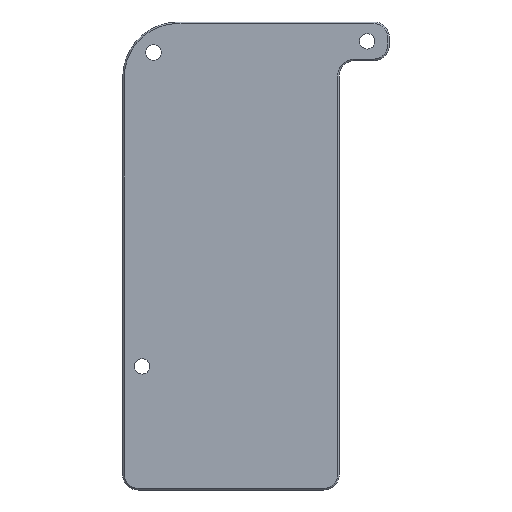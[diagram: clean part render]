
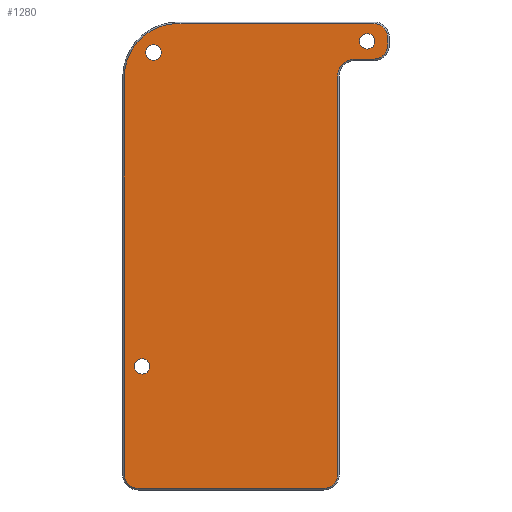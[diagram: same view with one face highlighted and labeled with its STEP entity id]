
A CAD part, top view. The second image highlights one B-rep face of the part: STEP entity #1280.
In plain terms, the highlighted planar face has unit normal (0, 0, 1).
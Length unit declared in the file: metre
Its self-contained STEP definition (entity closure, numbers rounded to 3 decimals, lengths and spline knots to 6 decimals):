
#35=PLANE('',#1391);
#119=LINE('',#1967,#258);
#120=LINE('',#1972,#259);
#121=LINE('',#1976,#260);
#122=LINE('',#1980,#261);
#123=LINE('',#1984,#262);
#124=LINE('',#1988,#263);
#125=LINE('',#1990,#264);
#258=VECTOR('',#1578,1.);
#259=VECTOR('',#1581,1.);
#260=VECTOR('',#1584,1.);
#261=VECTOR('',#1587,1.);
#262=VECTOR('',#1590,1.);
#263=VECTOR('',#1593,1.);
#264=VECTOR('',#1594,1.);
#444=ORIENTED_EDGE('',*,*,#803,.T.);
#445=ORIENTED_EDGE('',*,*,#804,.T.);
#446=ORIENTED_EDGE('',*,*,#805,.T.);
#447=ORIENTED_EDGE('',*,*,#806,.T.);
#448=ORIENTED_EDGE('',*,*,#807,.T.);
#449=ORIENTED_EDGE('',*,*,#808,.T.);
#450=ORIENTED_EDGE('',*,*,#809,.T.);
#451=ORIENTED_EDGE('',*,*,#810,.T.);
#452=ORIENTED_EDGE('',*,*,#811,.T.);
#453=ORIENTED_EDGE('',*,*,#812,.T.);
#454=ORIENTED_EDGE('',*,*,#813,.T.);
#455=ORIENTED_EDGE('',*,*,#814,.T.);
#456=ORIENTED_EDGE('',*,*,#815,.T.);
#457=ORIENTED_EDGE('',*,*,#796,.F.);
#458=ORIENTED_EDGE('',*,*,#794,.F.);
#459=ORIENTED_EDGE('',*,*,#801,.F.);
#794=EDGE_CURVE('',#969,#969,#1054,.T.);
#796=EDGE_CURVE('',#971,#971,#1056,.T.);
#801=EDGE_CURVE('',#974,#974,#1058,.T.);
#803=EDGE_CURVE('',#976,#977,#119,.T.);
#804=EDGE_CURVE('',#977,#978,#1060,.T.);
#805=EDGE_CURVE('',#978,#979,#120,.T.);
#806=EDGE_CURVE('',#979,#980,#1061,.T.);
#807=EDGE_CURVE('',#980,#981,#121,.T.);
#808=EDGE_CURVE('',#981,#982,#1062,.F.);
#809=EDGE_CURVE('',#982,#983,#122,.T.);
#810=EDGE_CURVE('',#983,#984,#1063,.T.);
#811=EDGE_CURVE('',#984,#985,#123,.T.);
#812=EDGE_CURVE('',#985,#986,#1064,.T.);
#813=EDGE_CURVE('',#986,#987,#124,.T.);
#814=EDGE_CURVE('',#987,#988,#125,.T.);
#815=EDGE_CURVE('',#988,#976,#1065,.T.);
#969=VERTEX_POINT('',#1948);
#971=VERTEX_POINT('',#1953);
#974=VERTEX_POINT('',#1963);
#976=VERTEX_POINT('',#1968);
#977=VERTEX_POINT('',#1969);
#978=VERTEX_POINT('',#1971);
#979=VERTEX_POINT('',#1973);
#980=VERTEX_POINT('',#1975);
#981=VERTEX_POINT('',#1977);
#982=VERTEX_POINT('',#1979);
#983=VERTEX_POINT('',#1981);
#984=VERTEX_POINT('',#1983);
#985=VERTEX_POINT('',#1985);
#986=VERTEX_POINT('',#1987);
#987=VERTEX_POINT('',#1989);
#988=VERTEX_POINT('',#1991);
#1054=CIRCLE('',#1382,0.001003);
#1056=CIRCLE('',#1385,0.001002);
#1058=CIRCLE('',#1389,0.001003);
#1060=CIRCLE('',#1392,0.0018);
#1061=CIRCLE('',#1393,0.0018);
#1062=CIRCLE('',#1394,0.0022);
#1063=CIRCLE('',#1395,0.0018);
#1064=CIRCLE('',#1396,0.0018);
#1065=CIRCLE('',#1397,0.00695);
#1095=EDGE_LOOP('',(#444,#445,#446,#447,#448,#449,#450,#451,#452,#453,#454,
#455,#456));
#1096=EDGE_LOOP('',(#457));
#1097=EDGE_LOOP('',(#458));
#1098=EDGE_LOOP('',(#459));
#1184=FACE_BOUND('',#1095,.T.);
#1185=FACE_BOUND('',#1096,.T.);
#1186=FACE_BOUND('',#1097,.T.);
#1187=FACE_BOUND('',#1098,.T.);
#1280=ADVANCED_FACE('',(#1184,#1185,#1186,#1187),#35,.T.);
#1382=AXIS2_PLACEMENT_3D('',#1947,#1555,#1556);
#1385=AXIS2_PLACEMENT_3D('',#1952,#1561,#1562);
#1389=AXIS2_PLACEMENT_3D('',#1962,#1572,#1573);
#1391=AXIS2_PLACEMENT_3D('',#1966,#1576,#1577);
#1392=AXIS2_PLACEMENT_3D('',#1970,#1579,#1580);
#1393=AXIS2_PLACEMENT_3D('',#1974,#1582,#1583);
#1394=AXIS2_PLACEMENT_3D('',#1978,#1585,#1586);
#1395=AXIS2_PLACEMENT_3D('',#1982,#1588,#1589);
#1396=AXIS2_PLACEMENT_3D('',#1986,#1591,#1592);
#1397=AXIS2_PLACEMENT_3D('',#1992,#1595,#1596);
#1555=DIRECTION('',(0.,0.,1.));
#1556=DIRECTION('',(1.,0.,0.));
#1561=DIRECTION('',(0.,0.,1.));
#1562=DIRECTION('',(1.,0.,0.));
#1572=DIRECTION('',(0.,0.,1.));
#1573=DIRECTION('',(1.,0.,0.));
#1576=DIRECTION('',(0.,0.,1.));
#1577=DIRECTION('',(1.,0.,0.));
#1578=DIRECTION('',(0.,-1.,0.));
#1579=DIRECTION('',(0.,0.,1.));
#1580=DIRECTION('',(1.,0.,0.));
#1581=DIRECTION('',(1.,0.,0.));
#1582=DIRECTION('',(0.,0.,1.));
#1583=DIRECTION('',(1.,0.,0.));
#1584=DIRECTION('',(0.,1.,0.));
#1585=DIRECTION('',(0.,0.,1.));
#1586=DIRECTION('',(1.,0.,0.));
#1587=DIRECTION('',(1.,0.,0.));
#1588=DIRECTION('',(0.,0.,1.));
#1589=DIRECTION('',(1.,0.,0.));
#1590=DIRECTION('',(0.,1.,0.));
#1591=DIRECTION('',(0.,0.,1.));
#1592=DIRECTION('',(1.,0.,0.));
#1593=DIRECTION('',(-1.,0.,0.));
#1594=DIRECTION('',(-1.,0.,0.));
#1595=DIRECTION('',(0.,0.,1.));
#1596=DIRECTION('',(1.,0.,0.));
#1947=CARTESIAN_POINT('',(-0.072097,0.015998,0.0225));
#1948=CARTESIAN_POINT('',(-0.071094,0.015998,0.0225));
#1952=CARTESIAN_POINT('',(-0.070614,0.056679,0.0225));
#1953=CARTESIAN_POINT('',(-0.069612,0.056679,0.0225));
#1962=CARTESIAN_POINT('',(-0.042921,0.058123,0.0225));
#1963=CARTESIAN_POINT('',(-0.041918,0.058123,0.0225));
#1966=CARTESIAN_POINT('',(-0.057328,0.030302,0.0225));
#1967=CARTESIAN_POINT('',(-0.074397,0.030302,0.0225));
#1968=CARTESIAN_POINT('',(-0.074398,0.053515,0.0225));
#1969=CARTESIAN_POINT('',(-0.074396,0.001981,0.0225));
#1970=CARTESIAN_POINT('',(-0.072596,0.001981,0.0225));
#1971=CARTESIAN_POINT('',(-0.072596,0.000181,0.0225));
#1972=CARTESIAN_POINT('',(-0.057328,0.000181,0.0225));
#1973=CARTESIAN_POINT('',(-0.048557,0.000181,0.0225));
#1974=CARTESIAN_POINT('',(-0.048557,0.001981,0.0225));
#1975=CARTESIAN_POINT('',(-0.046757,0.001981,0.0225));
#1976=CARTESIAN_POINT('',(-0.046757,0.030302,0.0225));
#1977=CARTESIAN_POINT('',(-0.046757,0.053623,0.0225));
#1978=CARTESIAN_POINT('',(-0.044557,0.053623,0.0225));
#1979=CARTESIAN_POINT('',(-0.044557,0.055823,0.0225));
#1980=CARTESIAN_POINT('',(-0.042057,0.055823,0.0225));
#1981=CARTESIAN_POINT('',(-0.042057,0.055823,0.0225));
#1982=CARTESIAN_POINT('',(-0.042057,0.057623,0.0225));
#1983=CARTESIAN_POINT('',(-0.040257,0.057623,0.0225));
#1984=CARTESIAN_POINT('',(-0.040257,0.058623,0.0225));
#1985=CARTESIAN_POINT('',(-0.040257,0.058623,0.0225));
#1986=CARTESIAN_POINT('',(-0.042057,0.058623,0.0225));
#1987=CARTESIAN_POINT('',(-0.042057,0.060423,0.0225));
#1988=CARTESIAN_POINT('',(-0.064621,0.060423,0.0225));
#1989=CARTESIAN_POINT('',(-0.064621,0.060423,0.0225));
#1990=CARTESIAN_POINT('',(-0.057328,0.060423,0.0225));
#1991=CARTESIAN_POINT('',(-0.067448,0.060423,0.0225));
#1992=CARTESIAN_POINT('',(-0.067448,0.053473,0.0225));
